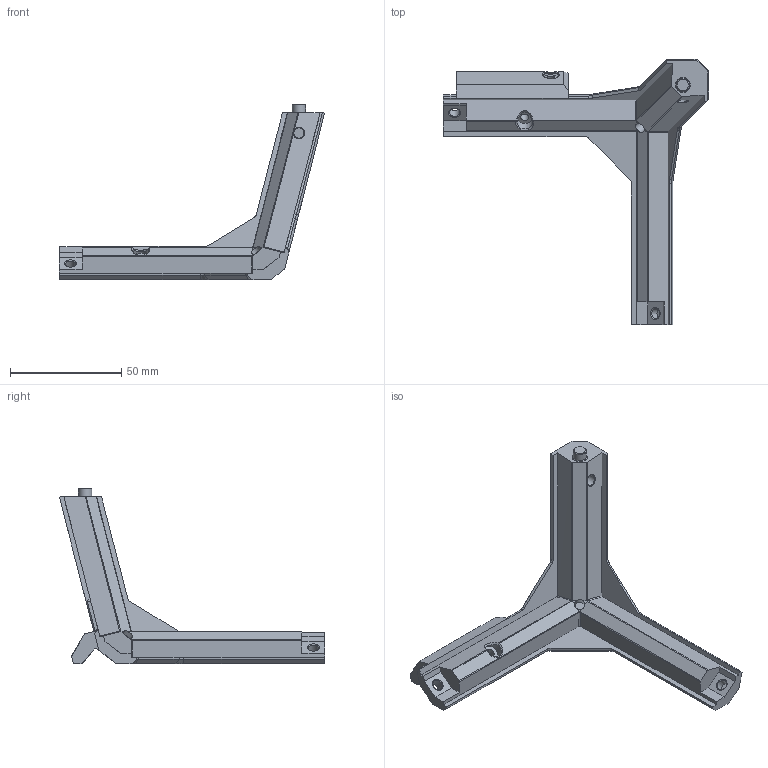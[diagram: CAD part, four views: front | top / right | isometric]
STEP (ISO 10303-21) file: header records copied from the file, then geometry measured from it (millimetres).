
FILE_DESCRIPTION(('HOOPS Exchange Step'),'2;1');
FILE_NAME('temp_export','2020-11-04T15:26:44-06:00',('mobile'),('Shapr3D Limited'),'HOOPS Exchange 2020.2','Shapr3D','Authorized');
FILE_SCHEMA( ('AP203_CONFIGURATION_CONTROLLED_3D_DESIGN_OF_MECHANICAL_PARTS_AND_ASSEMBLIES_MIM_LF') );
Length unit declared in the file: millimetre
Products named in the file (1): Top Hat Mod Left
Bounding box: 119.03 x 119.03 x 79 mm (x, y, z)
Volume: 51353 mm3; surface area: 18439.3 mm2
Topology: 1 solids, 1 shells, 127 faces, 356 edges, 232 vertices
Faces by surface type: plane 71, cylinder 28, bspline 17, cone 9, offset 1, torus 1
Full cylindrical faces by diameter (mm): 4.6 x4, 6 x1, 7 x1
Entity records: 6674 total; most frequent: CARTESIAN_POINT 3561, ORIENTED_EDGE 710, DIRECTION 550, EDGE_CURVE 355, VERTEX_POINT 232, VECTOR 212, LINE 211, AXIS2_PLACEMENT_3D 169
